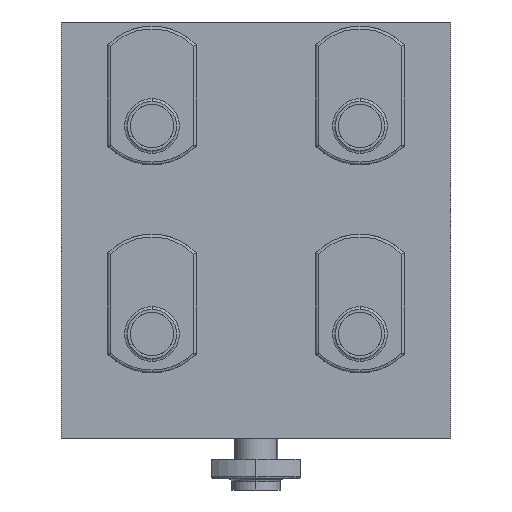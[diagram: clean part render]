
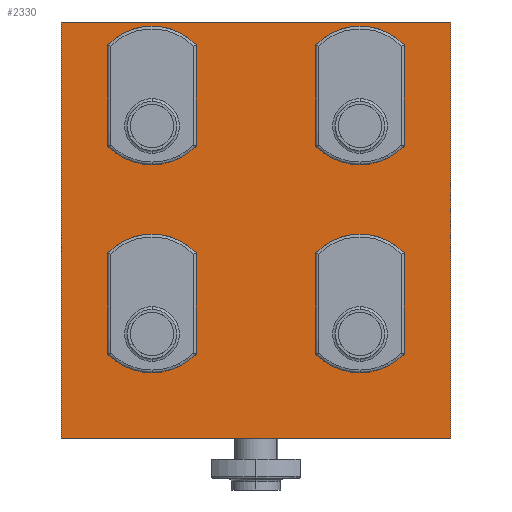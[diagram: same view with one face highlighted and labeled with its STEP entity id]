
A CAD part, front view. The second image highlights one B-rep face of the part: STEP entity #2330.
In plain terms, the highlighted planar face has unit normal (0, -1, 0).
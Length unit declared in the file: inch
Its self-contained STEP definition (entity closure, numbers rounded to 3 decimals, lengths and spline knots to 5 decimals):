
#16 = EDGE_LOOP ( 'NONE', ( #2374, #2079 ) ) ;
#20 = ORIENTED_EDGE ( 'NONE', *, *, #47, .F. ) ;
#28 = ORIENTED_EDGE ( 'NONE', *, *, #2295, .F. ) ;
#43 = EDGE_CURVE ( 'NONE', #2422, #1146, #337, .T. ) ;
#47 = EDGE_CURVE ( 'NONE', #1593, #2089, #387, .T. ) ;
#78 = EDGE_CURVE ( 'NONE', #2422, #1905, #602, .T. ) ;
#88 = CARTESIAN_POINT ( 'NONE',  ( 0.75, 0., 0.914 ) ) ;
#133 = ORIENTED_EDGE ( 'NONE', *, *, #2106, .F. ) ;
#160 = CIRCLE ( 'NONE', #161, 0.164 ) ;
#161 = AXIS2_PLACEMENT_3D ( 'NONE', #162, #163, #164 ) ;
#162 = CARTESIAN_POINT ( 'NONE',  ( -0.75, 0., 0.75 ) ) ;
#163 = DIRECTION ( 'NONE',  ( 0., -1., 0. ) ) ;
#164 = DIRECTION ( 'NONE',  ( 0., 0., -1. ) ) ;
#171 = CIRCLE ( 'NONE', #172, 0.164 ) ;
#172 = AXIS2_PLACEMENT_3D ( 'NONE', #173, #174, #175 ) ;
#173 = CARTESIAN_POINT ( 'NONE',  ( 0.75, 0., 2.25 ) ) ;
#174 = DIRECTION ( 'NONE',  ( 0., -1., 0. ) ) ;
#175 = DIRECTION ( 'NONE',  ( 0., 0., -1. ) ) ;
#216 = CARTESIAN_POINT ( 'NONE',  ( -0.75, 0., 2.086 ) ) ;
#241 = FACE_BOUND ( 'NONE', #2405, .T. ) ;
#242 = FACE_BOUND ( 'NONE', #16, .T. ) ;
#243 = FACE_OUTER_BOUND ( 'NONE', #2060, .T. ) ;
#244 = FACE_BOUND ( 'NONE', #2332, .T. ) ;
#245 = FACE_BOUND ( 'NONE', #2217, .T. ) ;
#246 = PLANE ( 'NONE',  #247 ) ;
#247 = AXIS2_PLACEMENT_3D ( 'NONE', #248, #249, #250 ) ;
#248 = CARTESIAN_POINT ( 'NONE',  ( -1.405, 0., 3. ) ) ;
#249 = DIRECTION ( 'NONE',  ( 0., -1., 0. ) ) ;
#250 = DIRECTION ( 'NONE',  ( 0., 0., -1. ) ) ;
#337 = LINE ( 'NONE', #338, #339 ) ;
#338 = CARTESIAN_POINT ( 'NONE',  ( -1.405, 0., 3. ) ) ;
#339 = VECTOR ( 'NONE', #341, 39.37008 ) ;
#341 = DIRECTION ( 'NONE',  ( 0., 0., -1. ) ) ;
#355 = CIRCLE ( 'NONE', #356, 0.164 ) ;
#356 = AXIS2_PLACEMENT_3D ( 'NONE', #358, #359, #360 ) ;
#358 = CARTESIAN_POINT ( 'NONE',  ( -0.75, 0., 2.25 ) ) ;
#359 = DIRECTION ( 'NONE',  ( 0., -1., 0. ) ) ;
#360 = DIRECTION ( 'NONE',  ( 0., 0., -1. ) ) ;
#387 = CIRCLE ( 'NONE', #388, 0.164 ) ;
#388 = AXIS2_PLACEMENT_3D ( 'NONE', #389, #390, #391 ) ;
#389 = CARTESIAN_POINT ( 'NONE',  ( -0.75, 0., 2.25 ) ) ;
#390 = DIRECTION ( 'NONE',  ( 0., -1., 0. ) ) ;
#391 = DIRECTION ( 'NONE',  ( 0., 0., -1. ) ) ;
#423 = CARTESIAN_POINT ( 'NONE',  ( 1.405, 0., 3. ) ) ;
#462 = VERTEX_POINT ( 'NONE', #817 ) ;
#478 = CIRCLE ( 'NONE', #479, 0.164 ) ;
#479 = AXIS2_PLACEMENT_3D ( 'NONE', #480, #481, #482 ) ;
#480 = CARTESIAN_POINT ( 'NONE',  ( -0.75, 0., 0.75 ) ) ;
#481 = DIRECTION ( 'NONE',  ( 0., -1., 0. ) ) ;
#482 = DIRECTION ( 'NONE',  ( 0., 0., -1. ) ) ;
#527 = CIRCLE ( 'NONE', #528, 0.164 ) ;
#528 = AXIS2_PLACEMENT_3D ( 'NONE', #529, #530, #534 ) ;
#529 = CARTESIAN_POINT ( 'NONE',  ( 0.75, 0., 2.25 ) ) ;
#530 = DIRECTION ( 'NONE',  ( 0., -1., 0. ) ) ;
#534 = DIRECTION ( 'NONE',  ( 0., 0., -1. ) ) ;
#544 = CARTESIAN_POINT ( 'NONE',  ( 1.405, 0., 0. ) ) ;
#545 = LINE ( 'NONE', #546, #547 ) ;
#546 = CARTESIAN_POINT ( 'NONE',  ( 1.405, 0., 3. ) ) ;
#547 = VECTOR ( 'NONE', #548, 39.37008 ) ;
#548 = DIRECTION ( 'NONE',  ( 0., 0., -1. ) ) ;
#583 = VERTEX_POINT ( 'NONE', #889 ) ;
#602 = LINE ( 'NONE', #603, #604 ) ;
#603 = CARTESIAN_POINT ( 'NONE',  ( -1.405, 0., 3. ) ) ;
#604 = VECTOR ( 'NONE', #605, 39.37008 ) ;
#605 = DIRECTION ( 'NONE',  ( 1., 0., 0. ) ) ;
#675 = LINE ( 'NONE', #676, #677 ) ;
#676 = CARTESIAN_POINT ( 'NONE',  ( -1.405, 0., 0. ) ) ;
#677 = VECTOR ( 'NONE', #678, 39.37008 ) ;
#678 = DIRECTION ( 'NONE',  ( 1., 0., 0. ) ) ;
#746 = CARTESIAN_POINT ( 'NONE',  ( 0.75, 0., 2.086 ) ) ;
#798 = CARTESIAN_POINT ( 'NONE',  ( -0.75, 0., 2.414 ) ) ;
#817 = CARTESIAN_POINT ( 'NONE',  ( 0.75, 0., 2.414 ) ) ;
#836 = CARTESIAN_POINT ( 'NONE',  ( -1.405, 0., 3. ) ) ;
#889 = CARTESIAN_POINT ( 'NONE',  ( 0.75, 0., 0.586 ) ) ;
#928 = CIRCLE ( 'NONE', #929, 0.164 ) ;
#929 = AXIS2_PLACEMENT_3D ( 'NONE', #930, #931, #932 ) ;
#930 = CARTESIAN_POINT ( 'NONE',  ( 0.75, 0., 0.75 ) ) ;
#931 = DIRECTION ( 'NONE',  ( 0., -1., 0. ) ) ;
#932 = DIRECTION ( 'NONE',  ( 0., 0., -1. ) ) ;
#982 = CARTESIAN_POINT ( 'NONE',  ( -0.75, 0., 0.914 ) ) ;
#1144 = CIRCLE ( 'NONE', #1148, 0.164 ) ;
#1146 = VERTEX_POINT ( 'NONE', #1171 ) ;
#1148 = AXIS2_PLACEMENT_3D ( 'NONE', #1149, #1150, #1151 ) ;
#1149 = CARTESIAN_POINT ( 'NONE',  ( 0.75, 0., 0.75 ) ) ;
#1150 = DIRECTION ( 'NONE',  ( 0., -1., 0. ) ) ;
#1151 = DIRECTION ( 'NONE',  ( 0., 0., -1. ) ) ;
#1171 = CARTESIAN_POINT ( 'NONE',  ( -1.405, 0., 0. ) ) ;
#1185 = CARTESIAN_POINT ( 'NONE',  ( -0.75, 0., 0.586 ) ) ;
#1352 = VERTEX_POINT ( 'NONE', #88 ) ;
#1489 = EDGE_CURVE ( 'NONE', #2275, #2154, #160, .T. ) ;
#1523 = EDGE_CURVE ( 'NONE', #462, #2245, #171, .T. ) ;
#1593 = VERTEX_POINT ( 'NONE', #216 ) ;
#1736 = ORIENTED_EDGE ( 'NONE', *, *, #2225, .F. ) ;
#1803 = EDGE_CURVE ( 'NONE', #2089, #1593, #355, .T. ) ;
#1905 = VERTEX_POINT ( 'NONE', #423 ) ;
#2043 = EDGE_CURVE ( 'NONE', #1905, #2372, #545, .T. ) ;
#2060 = EDGE_LOOP ( 'NONE', ( #2074, #2319, #2446, #2356 ) ) ;
#2074 = ORIENTED_EDGE ( 'NONE', *, *, #2043, .F. ) ;
#2079 = ORIENTED_EDGE ( 'NONE', *, *, #1489, .F. ) ;
#2089 = VERTEX_POINT ( 'NONE', #798 ) ;
#2106 = EDGE_CURVE ( 'NONE', #583, #1352, #928, .T. ) ;
#2154 = VERTEX_POINT ( 'NONE', #1185 ) ;
#2193 = ORIENTED_EDGE ( 'NONE', *, *, #1523, .F. ) ;
#2217 = EDGE_LOOP ( 'NONE', ( #1736, #2193 ) ) ;
#2221 = ORIENTED_EDGE ( 'NONE', *, *, #1803, .F. ) ;
#2225 = EDGE_CURVE ( 'NONE', #2245, #462, #527, .T. ) ;
#2245 = VERTEX_POINT ( 'NONE', #746 ) ;
#2275 = VERTEX_POINT ( 'NONE', #982 ) ;
#2295 = EDGE_CURVE ( 'NONE', #1352, #583, #1144, .T. ) ;
#2319 = ORIENTED_EDGE ( 'NONE', *, *, #78, .F. ) ;
#2330 = ADVANCED_FACE ( 'NONE', ( #241, #242, #243, #244, #245 ), #246, .T. ) ;
#2332 = EDGE_LOOP ( 'NONE', ( #20, #2221 ) ) ;
#2356 = ORIENTED_EDGE ( 'NONE', *, *, #2394, .T. ) ;
#2359 = EDGE_CURVE ( 'NONE', #2154, #2275, #478, .T. ) ;
#2372 = VERTEX_POINT ( 'NONE', #544 ) ;
#2374 = ORIENTED_EDGE ( 'NONE', *, *, #2359, .F. ) ;
#2394 = EDGE_CURVE ( 'NONE', #1146, #2372, #675, .T. ) ;
#2405 = EDGE_LOOP ( 'NONE', ( #133, #28 ) ) ;
#2422 = VERTEX_POINT ( 'NONE', #836 ) ;
#2446 = ORIENTED_EDGE ( 'NONE', *, *, #43, .T. ) ;
